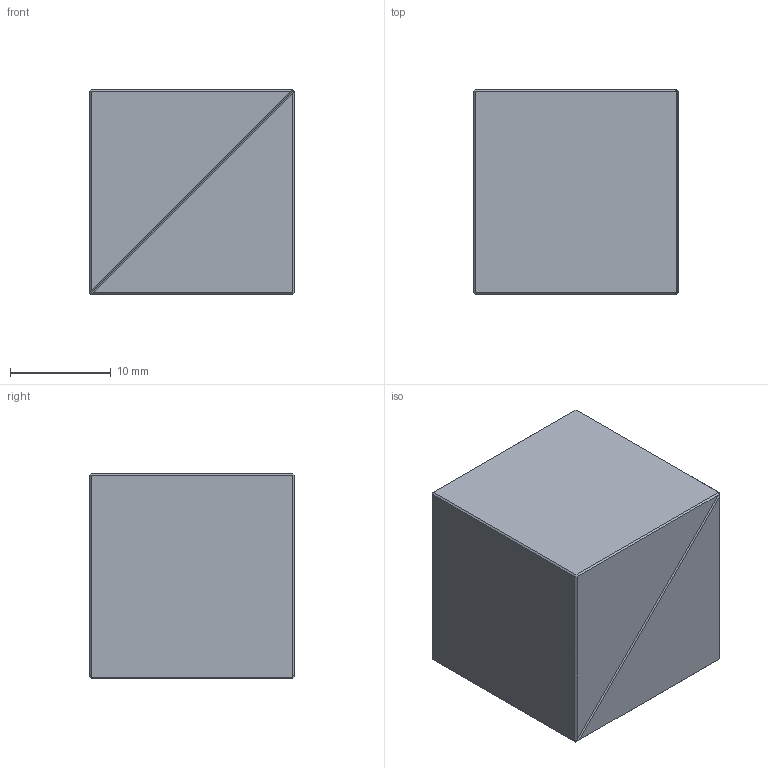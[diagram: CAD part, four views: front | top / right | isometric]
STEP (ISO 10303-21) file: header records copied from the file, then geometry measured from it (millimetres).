
FILE_DESCRIPTION(/* description */ (''),/* implementation_level */ '2;1');
FILE_NAME(/* name */ '5a5097d1-d6cc-47c1-a56c-d42a3aacf12e.stp',/* time_stamp */ '2017-10-21T20:59:05+00:00',/* author */ (''),/* organization */ (''),/* preprocessor_version */ 'ST-DEVELOPER v16.13',/* originating_system */ 'Autodesk Translation Framework v6.5.0.72',/* authorisation */ '');
FILE_SCHEMA (('AUTOMOTIVE_DESIGN { 1 0 10303 214 3 1 1 }'));
Length unit declared in the file: millimetre
Products named in the file (1): WPBS254-VIS-Step v4
Bounding box: 20.32 x 20.32 x 20.32 mm (x, y, z)
Volume: 8385.6 mm3; surface area: 3602.4 mm2
Topology: 2 solids, 2 shells, 224 faces, 576 edges, 374 vertices
Faces by surface type: plane 154, bspline 70
Entity records: 10167 total; most frequent: CARTESIAN_POINT 5173, ORIENTED_EDGE 1152, DIRECTION 746, EDGE_CURVE 576, LINE 436, VECTOR 436, VERTEX_POINT 374, EDGE_LOOP 242
